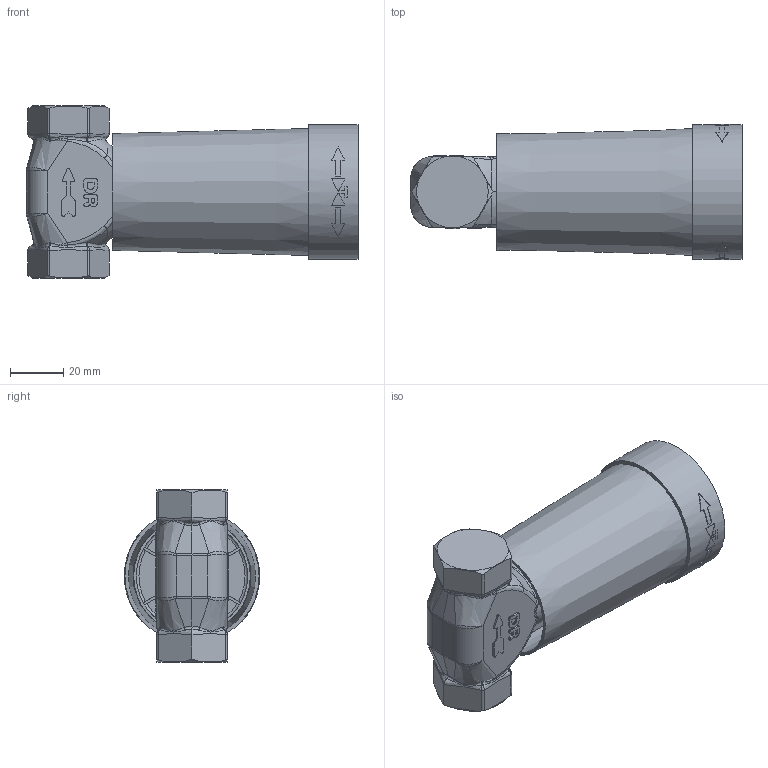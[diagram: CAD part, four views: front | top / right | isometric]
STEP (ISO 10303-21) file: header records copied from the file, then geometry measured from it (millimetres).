
FILE_DESCRIPTION(/* description */ ('Unknown'),/* implementation_level */ '2;1');
FILE_NAME(/* name */ '29800000',/* time_stamp */ '2022-09-07T16:49:03+02:00',/* author */ ('Unknown'),/* organization */ ('GROHE AG'),/* preprocessor_version */ 'ST-DEVELOPER v16.7',/* originating_system */ 'DEX',/* authorisation */ $);
FILE_SCHEMA (('AUTOMOTIVE_DESIGN {1 0 10303 214 3 1 1}'));
Length unit declared in the file: millimetre
Products named in the file (2): 29800000_detailliert; id11
Assembly tree (1 placements, depth 2):
  29800000_detailliert
    id11
Bounding box: 125.2 x 51 x 65 mm (x, y, z)
Surface area: 39332.8 mm2 (no closed solid volume)
Topology: 0 solids, 3 shells, 485 faces, 1347 edges, 867 vertices
Faces by surface type: plane 211, cylinder 126, bspline 123, cone 14, torus 11
Full cylindrical faces by diameter (mm): 27 x1, 42 x1, 50.6 x1
Entity records: 18928 total; most frequent: CARTESIAN_POINT 7445, ORIENTED_EDGE 2540, DIRECTION 2084, EDGE_CURVE 1332, VERTEX_POINT 865, AXIS2_PLACEMENT_3D 742, LINE 600, VECTOR 600
